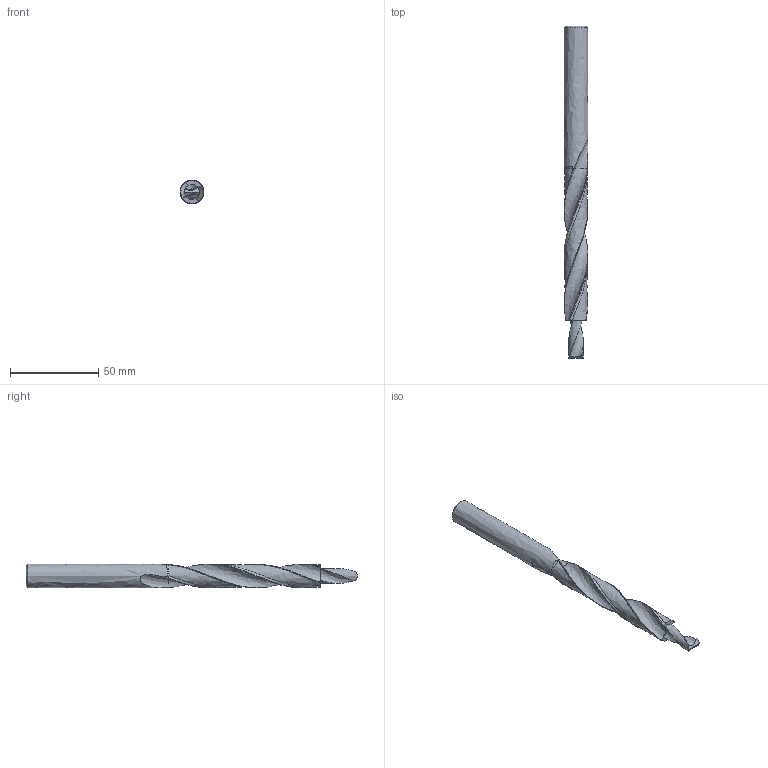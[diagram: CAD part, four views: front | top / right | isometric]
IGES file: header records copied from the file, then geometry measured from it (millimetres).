
Global section: file name: 02-Vrtak_13.5x8.4; native system: Autodesk Inventor 2018; preprocessor: unknown; author: Lisin; organization: Alutec KK; date: 20190114.140029; units: millimetre
Bounding box: 13.5 x 188.5 x 13.5 mm (x, y, z)
Volume: 17607.9 mm3; surface area: 8235.7 mm2
Topology: 2 solids, 2 shells, 31 faces, 76 edges, 49 vertices
Faces by surface type: bspline 31
